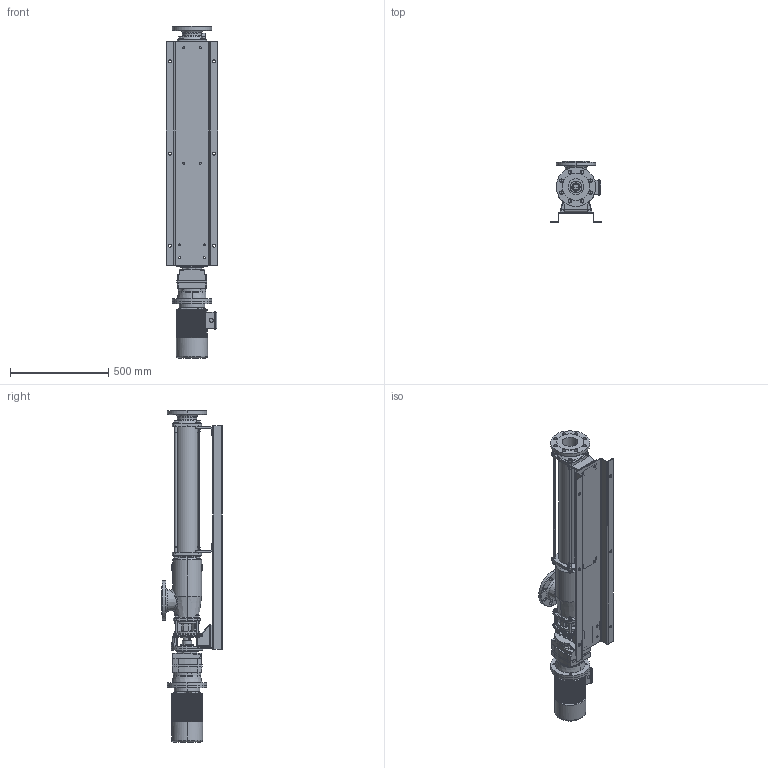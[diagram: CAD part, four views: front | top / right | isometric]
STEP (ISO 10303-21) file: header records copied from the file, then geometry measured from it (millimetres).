
FILE_DESCRIPTION (( 'STEP AP214' ), '1' );
FILE_NAME ('RMCA592.STEP', '2025-05-31T13:37:12', ( '' ), ( '' ), 'SwSTEP 2.0', 'SolidWorks 2021', '' );
FILE_SCHEMA (( 'AUTOMOTIVE_DESIGN' ));
Length unit declared in the file: millimetre
Products named in the file (1): RMCA592
Bounding box: 263 x 309.9 x 1689 mm (x, y, z)
Volume: 16494068.3 mm3; surface area: 3176359 mm2
Topology: 82 solids, 84 shells, 3066 faces, 7345 edges, 4502 vertices
Faces by surface type: plane 1250, cylinder 1131, cone 386, torus 173, bspline 102, sphere 24
Entity records: 146007 total; most frequent: CARTESIAN_POINT 41880, ORIENTED_EDGE 14628, DIRECTION 14185, EDGE_CURVE 7314, AXIS2_PLACEMENT_3D 5680, VERTEX_POINT 4500, EDGE_LOOP 3412, UNCERTAINTY_MEASURE_WITH_UNIT 3150
